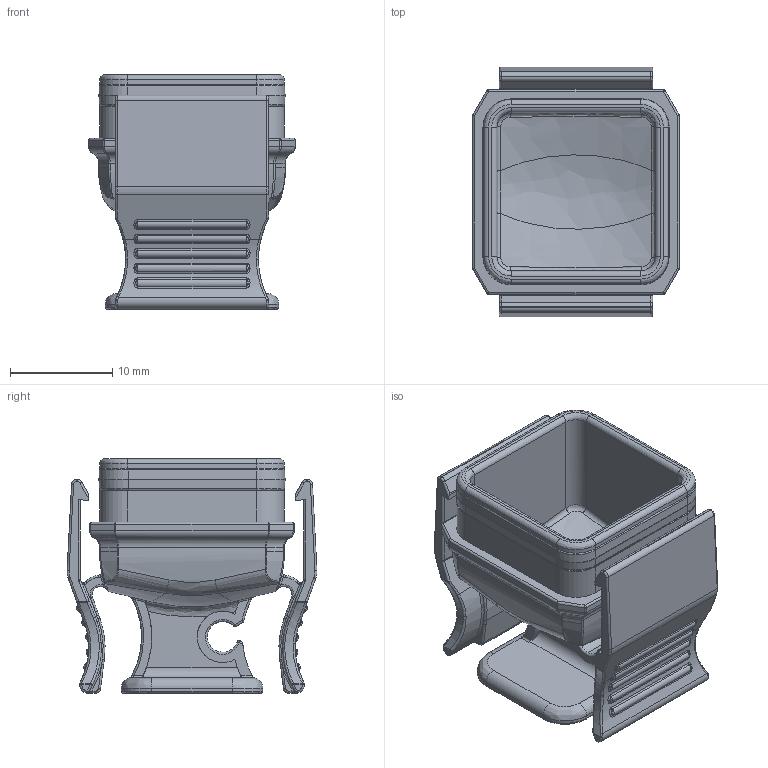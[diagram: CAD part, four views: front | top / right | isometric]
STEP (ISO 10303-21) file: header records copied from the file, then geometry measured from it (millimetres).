
FILE_DESCRIPTION (( 'STEP AP214' ), '1' );
FILE_NAME ('H80030A0007H51.STEP', '2016-07-26T13:02:40', ( 'Wartung' ), ( '' ), 'SwSTEP 2.0', 'SolidWorks 2015', '' );
FILE_SCHEMA (( 'AUTOMOTIVE_DESIGN' ));
Length unit declared in the file: millimetre
Products named in the file (1): H80030A0007H51
Bounding box: 20.2 x 24.43 x 22.9 mm (x, y, z)
Volume: 2735.1 mm3; surface area: 4457 mm2
Topology: 1 solids, 1 shells, 745 faces, 1786 edges, 1036 vertices
Faces by surface type: bspline 371, cylinder 246, plane 120, cone 8
Entity records: 47140 total; most frequent: CARTESIAN_POINT 24479, ORIENTED_EDGE 3528, DIRECTION 2200, EDGE_CURVE 1764, VERTEX_POINT 1036, AXIS2_PLACEMENT_3D 833, EDGE_LOOP 760, UNCERTAINTY_MEASURE_WITH_UNIT 748
